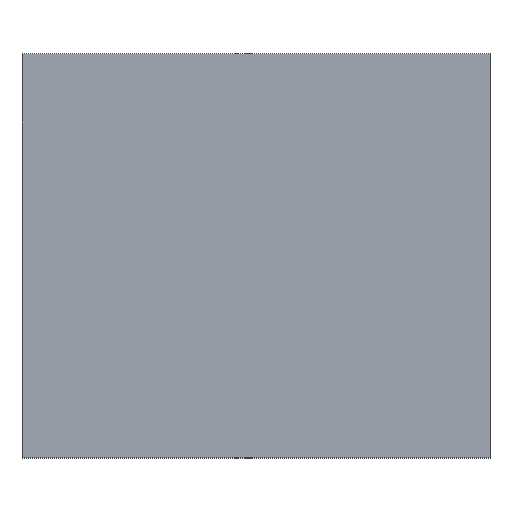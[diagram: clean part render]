
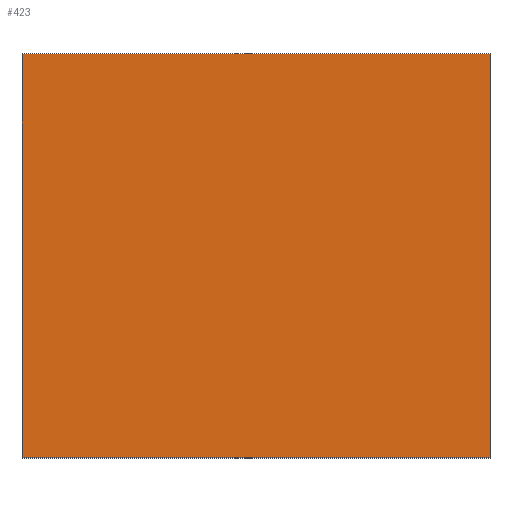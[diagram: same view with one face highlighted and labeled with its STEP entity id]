
A CAD part, top view. The second image highlights one B-rep face of the part: STEP entity #423.
In plain terms, the highlighted planar face has unit normal (0, 0, 1).
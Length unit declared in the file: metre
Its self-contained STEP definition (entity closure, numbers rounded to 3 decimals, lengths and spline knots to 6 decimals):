
#301 = EDGE_CURVE( '', #678, #670, #679, .T. );
#345 = EDGE_CURVE( '', #667, #678, #752, .T. );
#381 = EDGE_CURVE( '', #749, #670, #797, .T. );
#421 = EDGE_CURVE( '', #667, #749, #848, .T. );
#423 = ADVANCED_FACE( '', ( #850 ), #851, .F. );
#667 = VERTEX_POINT( '', #1164 );
#670 = VERTEX_POINT( '', #1169 );
#678 = VERTEX_POINT( '', #1183 );
#679 = LINE( '', #1184, #1185 );
#749 = VERTEX_POINT( '', #1279 );
#752 = LINE( '', #1284, #1285 );
#797 = LINE( '', #1349, #1350 );
#848 = LINE( '', #1421, #1422 );
#850 = FACE_OUTER_BOUND( '', #1424, .T. );
#851 = PLANE( '', #1425 );
#1164 = CARTESIAN_POINT( '', ( -0.008866, -0.007612, 0.012696 ) );
#1169 = CARTESIAN_POINT( '', ( 0.008874, 0.007688, 0.012696 ) );
#1183 = CARTESIAN_POINT( '', ( -0.008866, 0.007688, 0.012696 ) );
#1184 = CARTESIAN_POINT( '', ( -0.008866, 0.007688, 0.012696 ) );
#1185 = VECTOR( '', #1692, 1. );
#1279 = CARTESIAN_POINT( '', ( 0.008874, -0.007612, 0.012696 ) );
#1284 = CARTESIAN_POINT( '', ( -0.008866, 0.007688, 0.012696 ) );
#1285 = VECTOR( '', #1786, 1. );
#1349 = CARTESIAN_POINT( '', ( 0.008874, 0.007688, 0.012696 ) );
#1350 = VECTOR( '', #1857, 1. );
#1421 = CARTESIAN_POINT( '', ( -0.008866, -0.007612, 0.012696 ) );
#1422 = VECTOR( '', #1928, 1. );
#1424 = EDGE_LOOP( '', ( #1930, #1931, #1932, #1933 ) );
#1425 = AXIS2_PLACEMENT_3D( '', #1934, #1935, #1936 );
#1692 = DIRECTION( '', ( 1., 0., 0. ) );
#1786 = DIRECTION( '', ( 0., 1., 0. ) );
#1857 = DIRECTION( '', ( 0., 1., 0. ) );
#1928 = DIRECTION( '', ( 1., 0., 0. ) );
#1930 = ORIENTED_EDGE( '', *, *, #381, .T. );
#1931 = ORIENTED_EDGE( '', *, *, #301, .F. );
#1932 = ORIENTED_EDGE( '', *, *, #345, .F. );
#1933 = ORIENTED_EDGE( '', *, *, #421, .T. );
#1934 = CARTESIAN_POINT( '', ( -0.008866, 0.007688, 0.012696 ) );
#1935 = DIRECTION( '', ( 0., 0., -1. ) );
#1936 = DIRECTION( '', ( 0., -1., 0. ) );
